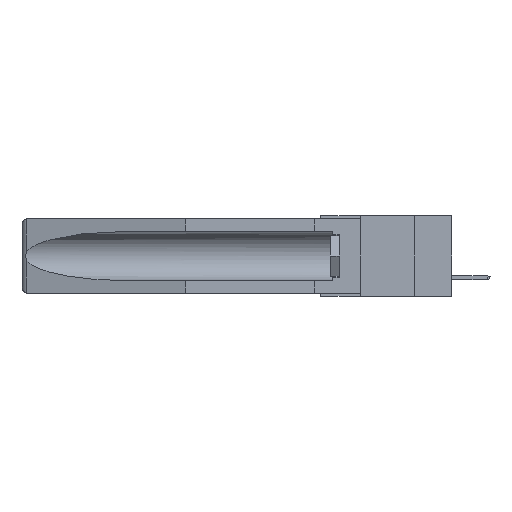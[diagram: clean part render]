
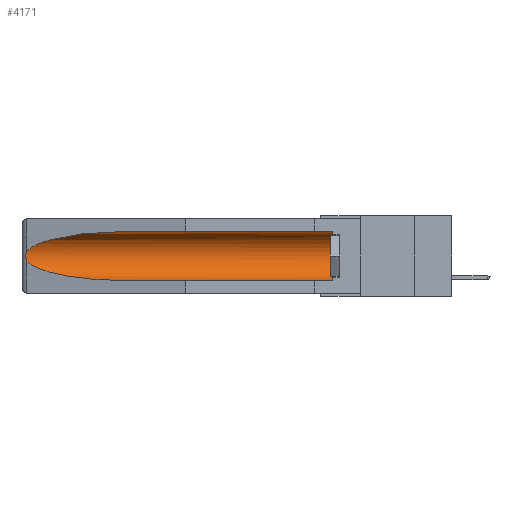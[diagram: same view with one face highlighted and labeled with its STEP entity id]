
A CAD part, left-side view. The second image highlights one B-rep face of the part: STEP entity #4171.
In plain terms, the highlighted cylindrical face has radius 2.857 mm (diameter 5.715 mm), a partial arc.
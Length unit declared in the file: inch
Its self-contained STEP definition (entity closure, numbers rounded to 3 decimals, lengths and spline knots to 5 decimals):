
#33 = CARTESIAN_POINT ( 'NONE',  ( 0.2673, 1.5327, -0.16383 ) ) ;
#564 = CARTESIAN_POINT ( 'NONE',  ( 0.21114, 1.30732, -0.284 ) ) ;
#707 = AXIS2_PLACEMENT_3D ( 'NONE', #2863, #8410, #9920 ) ;
#1051 = ORIENTED_EDGE ( 'NONE', *, *, #17874, .T. ) ;
#1184 = VERTEX_POINT ( 'NONE', #14957 ) ;
#1468 = LINE ( 'NONE', #15527, #15758 ) ;
#1898 = CARTESIAN_POINT ( 'NONE',  ( 0.155, 1.07973, -0.284 ) ) ;
#2101 = FACE_OUTER_BOUND ( 'NONE', #5978, .T. ) ;
#2309 = AXIS2_PLACEMENT_3D ( 'NONE', #13977, #11232, #5687 ) ;
#2553 = VERTEX_POINT ( 'NONE', #7184 ) ;
#2746 = ORIENTED_EDGE ( 'NONE', *, *, #10553, .T. ) ;
#2863 = CARTESIAN_POINT ( 'NONE',  ( 0.155, -0.30754, -0.1715 ) ) ;
#3567 = CARTESIAN_POINT ( 'NONE',  ( 0.155, 1.07973, -0.059 ) ) ;
#3698 = VECTOR ( 'NONE', #7792, 39.37008 ) ;
#4153 = CARTESIAN_POINT ( 'NONE',  ( 0.26597, 1.52961, -0.15275 ) ) ;
#4171 = ADVANCED_FACE ( 'NONE', ( #2101 ), #11216, .F. ) ;
#4558 = ORIENTED_EDGE ( 'NONE', *, *, #10985, .T. ) ;
#5673 = CIRCLE ( 'NONE', #2309, 0.1125 ) ;
#5687 = DIRECTION ( 'NONE',  ( 0., 0., 1. ) ) ;
#5978 = EDGE_LOOP ( 'NONE', ( #2746, #13850, #15392, #15850, #4558, #1051 ) ) ;
#5996 = VERTEX_POINT ( 'NONE', #14421 ) ;
#6151 = CARTESIAN_POINT ( 'NONE',  ( 0.25451, 1.48313, -0.24835 ) ) ;
#6833 = EDGE_CURVE ( 'NONE', #13866, #5996, #1468, .T. ) ;
#6836 = CARTESIAN_POINT ( 'NONE',  ( 0.26537, 1.52718, -0.14972 ) ) ;
#6883 = CARTESIAN_POINT ( 'NONE',  ( 0.2675, 1.53308, -0.16763 ) ) ;
#7012 = CARTESIAN_POINT ( 'NONE',  ( 0.26537, 1.52718, -0.19328 ) ) ;
#7184 = CARTESIAN_POINT ( 'NONE',  ( 0.26537, 1.52718, -0.14972 ) ) ;
#7792 = DIRECTION ( 'NONE',  ( 0., 1., 0. ) ) ;
#7955 = EDGE_CURVE ( 'NONE', #1184, #5996, #14340, .T. ) ;
#8410 = DIRECTION ( 'NONE',  ( 0., 1., 0. ) ) ;
#9604 = CARTESIAN_POINT ( 'NONE',  ( 0.155, 0.126, -0.059 ) ) ;
#9622 = CARTESIAN_POINT ( 'NONE',  ( 0.2675, 1.53308, -0.17534 ) ) ;
#9794 = CARTESIAN_POINT ( 'NONE',  ( 0.2673, 1.53269, -0.17917 ) ) ;
#9920 = DIRECTION ( 'NONE',  ( 0., 0., 1. ) ) ;
#10095 = CARTESIAN_POINT ( 'NONE',  ( 0.155, 0.126, -0.284 ) ) ;
#10360 = CARTESIAN_POINT ( 'NONE',  ( 0.155, 1.07973, -0.059 ) ) ;
#10553 = EDGE_CURVE ( 'NONE', #14744, #2553, #11103, .T. ) ;
#10895 = CARTESIAN_POINT ( 'NONE',  ( 0.25451, 1.48313, -0.09465 ) ) ;
#10985 = EDGE_CURVE ( 'NONE', #13866, #13065, #5673, .T. ) ;
#11057 = CARTESIAN_POINT ( 'NONE',  ( 0.26597, 1.5296, -0.19026 ) ) ;
#11103 =( BOUNDED_CURVE ( )  B_SPLINE_CURVE ( 3, ( #3567, #14897, #10895, #14836 ),
 .UNSPECIFIED., .F., .F. ) 
 B_SPLINE_CURVE_WITH_KNOTS ( ( 4, 4 ),
 ( 4.71239, 6.08839 ),
 .UNSPECIFIED. ) 
 CURVE ( )  GEOMETRIC_REPRESENTATION_ITEM ( )  RATIONAL_B_SPLINE_CURVE ( ( 1., 0.848, 0.848, 1. ) ) 
 REPRESENTATION_ITEM ( '' )  );
#11216 = CYLINDRICAL_SURFACE ( 'NONE', #707, 0.1125 ) ;
#11232 = DIRECTION ( 'NONE',  ( 0., -1., 0. ) ) ;
#11635 = CARTESIAN_POINT ( 'NONE',  ( 0.26537, 1.52718, -0.19328 ) ) ;
#12324 = CARTESIAN_POINT ( 'NONE',  ( 0.26655, 1.53094, -0.18657 ) ) ;
#12499 = CARTESIAN_POINT ( 'NONE',  ( 0.26654, 1.53092, -0.15636 ) ) ;
#13065 = VERTEX_POINT ( 'NONE', #9604 ) ;
#13850 = ORIENTED_EDGE ( 'NONE', *, *, #16579, .T. ) ;
#13866 = VERTEX_POINT ( 'NONE', #10095 ) ;
#13977 = CARTESIAN_POINT ( 'NONE',  ( 0.155, 0.126, -0.1715 ) ) ;
#14191 = DIRECTION ( 'NONE',  ( 0., 1., 0. ) ) ;
#14340 =( BOUNDED_CURVE ( )  B_SPLINE_CURVE ( 3, ( #11635, #6151, #564, #1898 ),
 .UNSPECIFIED., .F., .F. ) 
 B_SPLINE_CURVE_WITH_KNOTS ( ( 4, 4 ),
 ( 0.1948, 1.5708 ),
 .UNSPECIFIED. ) 
 CURVE ( )  GEOMETRIC_REPRESENTATION_ITEM ( )  RATIONAL_B_SPLINE_CURVE ( ( 1., 0.848, 0.848, 1. ) ) 
 REPRESENTATION_ITEM ( '' )  );
#14421 = CARTESIAN_POINT ( 'NONE',  ( 0.155, 1.07973, -0.284 ) ) ;
#14649 = CARTESIAN_POINT ( 'NONE',  ( 0.155, -0.30754, -0.059 ) ) ;
#14744 = VERTEX_POINT ( 'NONE', #10360 ) ;
#14748 = LINE ( 'NONE', #14649, #3698 ) ;
#14836 = CARTESIAN_POINT ( 'NONE',  ( 0.26537, 1.52718, -0.14972 ) ) ;
#14897 = CARTESIAN_POINT ( 'NONE',  ( 0.21114, 1.30732, -0.059 ) ) ;
#14957 = CARTESIAN_POINT ( 'NONE',  ( 0.26537, 1.52718, -0.19328 ) ) ;
#15392 = ORIENTED_EDGE ( 'NONE', *, *, #7955, .T. ) ;
#15527 = CARTESIAN_POINT ( 'NONE',  ( 0.155, -0.30754, -0.284 ) ) ;
#15758 = VECTOR ( 'NONE', #14191, 39.37008 ) ;
#15850 = ORIENTED_EDGE ( 'NONE', *, *, #6833, .F. ) ;
#16579 = EDGE_CURVE ( 'NONE', #2553, #1184, #16771, .T. ) ;
#16771 = B_SPLINE_CURVE_WITH_KNOTS ( 'NONE', 3,
 ( #6836, #4153, #12499, #33, #6883, #9622, #9794, #12324, #11057, #7012 ),
 .UNSPECIFIED., .F., .F.,
 ( 4, 2, 2, 2, 4 ),
 ( 0., 0.00029, 0.00058, 0.00087, 0.00117 ),
 .UNSPECIFIED. ) ;
#17874 = EDGE_CURVE ( 'NONE', #13065, #14744, #14748, .T. ) ;
